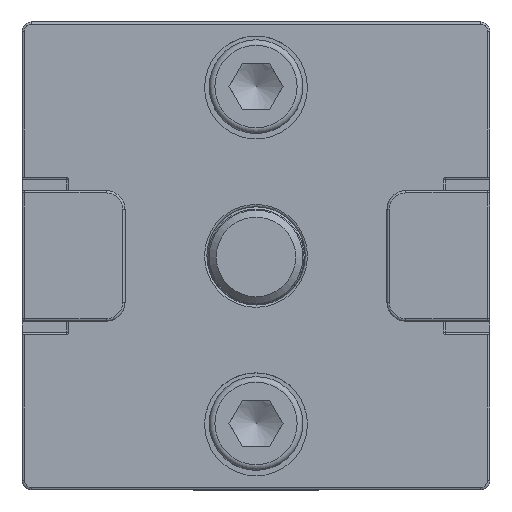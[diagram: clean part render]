
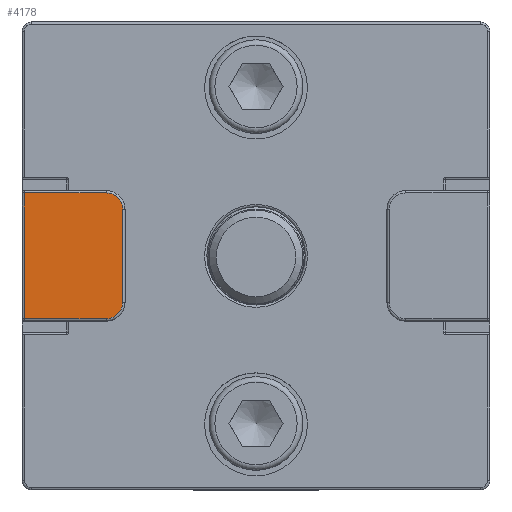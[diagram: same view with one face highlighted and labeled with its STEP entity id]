
A CAD part, top view. The second image highlights one B-rep face of the part: STEP entity #4178.
In plain terms, the highlighted planar face has unit normal (0, 0, 1).
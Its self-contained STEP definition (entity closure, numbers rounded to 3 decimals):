
#406=LINE('',#6521,#674);
#408=LINE('',#6533,#676);
#410=LINE('',#6541,#678);
#411=LINE('',#6543,#679);
#674=VECTOR('',#5164,8.75);
#676=VECTOR('',#5178,9.95);
#678=VECTOR('',#5190,8.75);
#679=VECTOR('',#5193,13.45);
#905=PLANE('',#4523);
#1067=FACE_OUTER_BOUND('',#1350,.T.);
#1350=EDGE_LOOP('',(#3041,#3042,#3043,#3044,#3045,#3046));
#1682=CIRCLE('',#4507,1.75);
#1686=CIRCLE('',#4513,1.75);
#1945=VERTEX_POINT('',#6500);
#1948=VERTEX_POINT('',#6509);
#1951=VERTEX_POINT('',#6519);
#1953=VERTEX_POINT('',#6525);
#1955=VERTEX_POINT('',#6531);
#1956=VERTEX_POINT('',#6536);
#2353=EDGE_CURVE('',#1951,#1948,#406,.T.);
#2356=EDGE_CURVE('',#1953,#1951,#1682,.T.);
#2359=EDGE_CURVE('',#1955,#1953,#408,.T.);
#2362=EDGE_CURVE('',#1956,#1955,#1686,.T.);
#2364=EDGE_CURVE('',#1945,#1956,#410,.T.);
#2365=EDGE_CURVE('',#1948,#1945,#411,.T.);
#3041=ORIENTED_EDGE('',*,*,#2353,.F.);
#3042=ORIENTED_EDGE('',*,*,#2356,.F.);
#3043=ORIENTED_EDGE('',*,*,#2359,.F.);
#3044=ORIENTED_EDGE('',*,*,#2362,.F.);
#3045=ORIENTED_EDGE('',*,*,#2364,.F.);
#3046=ORIENTED_EDGE('',*,*,#2365,.F.);
#4178=ADVANCED_FACE('',(#1067),#905,.T.);
#4507=AXIS2_PLACEMENT_3D('',#6527,#5170,#5171);
#4513=AXIS2_PLACEMENT_3D('',#6538,#5184,#5185);
#4523=AXIS2_PLACEMENT_3D('',#6561,#5213,#5214);
#5164=DIRECTION('',(-1.,0.,0.));
#5170=DIRECTION('center_axis',(0.,0.,-1.));
#5171=DIRECTION('ref_axis',(0.707,-0.707,0.));
#5178=DIRECTION('',(0.,-1.,0.));
#5184=DIRECTION('center_axis',(0.,0.,-1.));
#5185=DIRECTION('ref_axis',(0.707,0.707,0.));
#5190=DIRECTION('',(1.,0.,0.));
#5193=DIRECTION('',(0.,1.,0.));
#5213=DIRECTION('center_axis',(0.,0.,1.));
#5214=DIRECTION('ref_axis',(1.,0.,0.));
#6500=CARTESIAN_POINT('',(-24.75,6.725,15.));
#6509=CARTESIAN_POINT('',(-24.75,-6.725,15.));
#6519=CARTESIAN_POINT('',(-16.,-6.725,15.));
#6521=CARTESIAN_POINT('',(-22.25,-6.725,15.));
#6525=CARTESIAN_POINT('',(-14.25,-4.975,15.));
#6527=CARTESIAN_POINT('Origin',(-16.,-4.975,15.));
#6531=CARTESIAN_POINT('',(-14.25,4.975,15.));
#6533=CARTESIAN_POINT('',(-14.25,-3.488,15.));
#6536=CARTESIAN_POINT('',(-16.,6.725,15.));
#6538=CARTESIAN_POINT('Origin',(-16.,4.975,15.));
#6541=CARTESIAN_POINT('',(-16.75,6.725,15.));
#6543=CARTESIAN_POINT('',(-24.75,-12.5,15.));
#6561=CARTESIAN_POINT('Origin',(-19.5,0.,15.));
